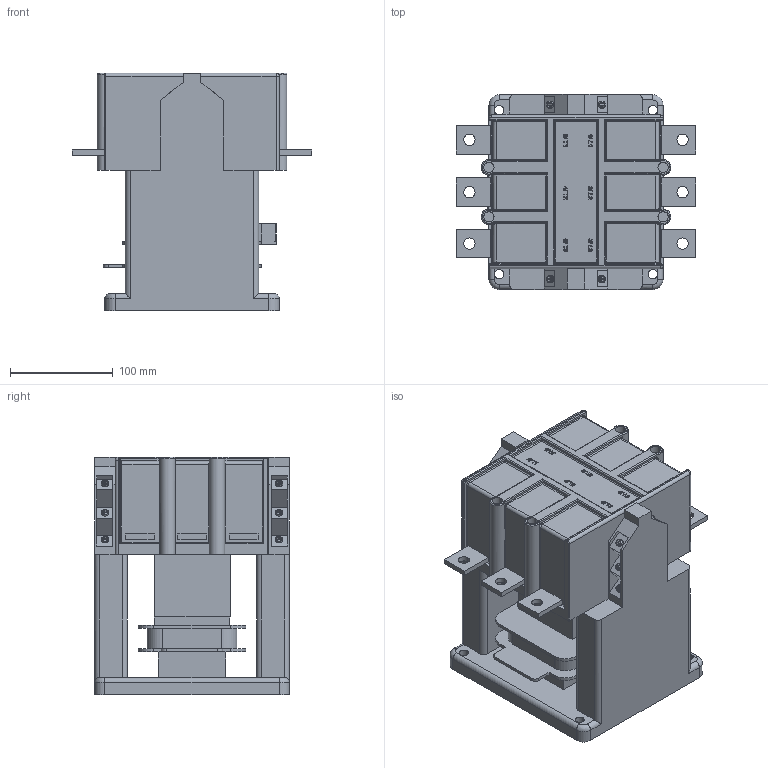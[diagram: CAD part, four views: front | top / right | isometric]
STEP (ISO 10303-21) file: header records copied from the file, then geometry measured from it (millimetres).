
FILE_DESCRIPTION (( 'STEP AP203' ), '1' );
FILE_NAME ('ﾏﾌ 12- 315ﾀ, 400ﾀ, 500ﾀ.STEP', '2018-05-10T10:29:39', ( '' ), ( '' ), 'SwSTEP 2.0', 'SolidWorks 2017', '' );
FILE_SCHEMA (( 'CONFIG_CONTROL_DESIGN' ));
Length unit declared in the file: millimetre
Products named in the file (1): ﾏﾌ 12- 315ﾀ, 400ﾀ, 500ﾀ
Bounding box: 234 x 190 x 232 mm (x, y, z)
Volume: 4752910.7 mm3; surface area: 382726.4 mm2
Topology: 7 solids, 7 shells, 931 faces, 2433 edges, 1560 vertices
Faces by surface type: plane 583, cylinder 179, bspline 104, torus 62, sphere 3
Entity records: 33485 total; most frequent: CARTESIAN_POINT 11343, ORIENTED_EDGE 4860, DIRECTION 4123, EDGE_CURVE 2430, VECTOR 1639, LINE 1639, VERTEX_POINT 1560, AXIS2_PLACEMENT_3D 1242
